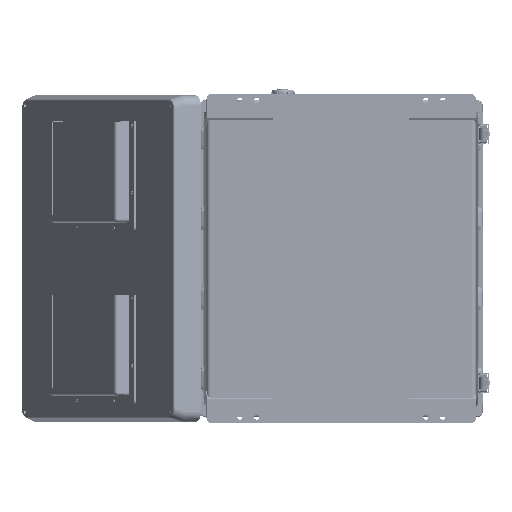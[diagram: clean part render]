
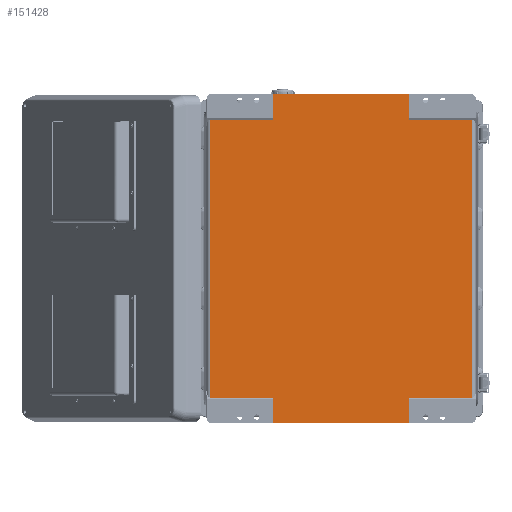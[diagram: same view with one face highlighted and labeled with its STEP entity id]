
A CAD part, front view. The second image highlights one B-rep face of the part: STEP entity #151428.
In plain terms, the highlighted planar face has unit normal (0, -1, 0).
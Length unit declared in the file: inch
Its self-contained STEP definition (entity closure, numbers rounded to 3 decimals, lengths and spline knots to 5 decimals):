
#2365 = CARTESIAN_POINT ( 'NONE',  ( 4.03163, 0.05906, -17.96858 ) ) ;
#3201 = ORIENTED_EDGE ( 'NONE', *, *, #44450, .T. ) ;
#5277 = VERTEX_POINT ( 'NONE', #177868 ) ;
#6228 = DIRECTION ( 'NONE',  ( 0., 0., -1. ) ) ;
#6856 = ORIENTED_EDGE ( 'NONE', *, *, #167543, .T. ) ;
#8343 = CARTESIAN_POINT ( 'NONE',  ( 8.11811, 0.05906, -17.96858 ) ) ;
#8373 = EDGE_CURVE ( 'NONE', #143747, #35290, #84544, .T. ) ;
#10165 = LINE ( 'NONE', #144530, #78875 ) ;
#11259 = CARTESIAN_POINT ( 'NONE',  ( -7.73754, 0.05906, -1.51961 ) ) ;
#14338 = CARTESIAN_POINT ( 'NONE',  ( -8.11811, 0.05906, -1.51961 ) ) ;
#17141 = LINE ( 'NONE', #126736, #53681 ) ;
#19051 = EDGE_CURVE ( 'NONE', #120901, #109032, #148280, .T. ) ;
#25614 = CARTESIAN_POINT ( 'NONE',  ( 8.11811, 0.05906, -1.51961 ) ) ;
#27006 = DIRECTION ( 'NONE',  ( 0., 0., 1. ) ) ;
#28630 = EDGE_CURVE ( 'NONE', #107068, #43357, #17141, .T. ) ;
#30141 = CARTESIAN_POINT ( 'NONE',  ( -4.03163, 0.05906, -17.96858 ) ) ;
#30701 = EDGE_CURVE ( 'NONE', #136021, #107068, #82832, .T. ) ;
#30939 = ORIENTED_EDGE ( 'NONE', *, *, #34410, .T. ) ;
#32285 = ORIENTED_EDGE ( 'NONE', *, *, #116420, .F. ) ;
#32742 = EDGE_CURVE ( 'NONE', #43357, #109032, #147636, .T. ) ;
#34378 = ORIENTED_EDGE ( 'NONE', *, *, #109350, .F. ) ;
#34410 = EDGE_CURVE ( 'NONE', #52987, #137320, #110775, .T. ) ;
#35290 = VERTEX_POINT ( 'NONE', #11259 ) ;
#36136 = LINE ( 'NONE', #14338, #68394 ) ;
#39896 = LINE ( 'NONE', #149999, #112935 ) ;
#42491 = VECTOR ( 'NONE', #162823, 39.37008 ) ;
#43357 = VERTEX_POINT ( 'NONE', #146672 ) ;
#44450 = EDGE_CURVE ( 'NONE', #136021, #105977, #111945, .T. ) ;
#47961 = VECTOR ( 'NONE', #140058, 39.37008 ) ;
#48193 = CARTESIAN_POINT ( 'NONE',  ( 7.73754, 0.05906, -17.96858 ) ) ;
#49725 = DIRECTION ( 'NONE',  ( -1., 0., 0. ) ) ;
#52987 = VERTEX_POINT ( 'NONE', #89611 ) ;
#53681 = VECTOR ( 'NONE', #6228, 39.37008 ) ;
#57266 = CARTESIAN_POINT ( 'NONE',  ( 8.11811, 0.05906, 0. ) ) ;
#61306 = VERTEX_POINT ( 'NONE', #81142 ) ;
#65757 = CARTESIAN_POINT ( 'NONE',  ( -7.73754, 0.05906, -17.96858 ) ) ;
#67380 = EDGE_CURVE ( 'NONE', #5277, #52987, #39896, .T. ) ;
#67499 = CARTESIAN_POINT ( 'NONE',  ( 8.11811, 0.05906, -19.48819 ) ) ;
#68394 = VECTOR ( 'NONE', #124090, 39.37008 ) ;
#68910 = CARTESIAN_POINT ( 'NONE',  ( -4.03163, 0.05906, 0.85787 ) ) ;
#69046 = ORIENTED_EDGE ( 'NONE', *, *, #19051, .T. ) ;
#71109 = VECTOR ( 'NONE', #142543, 39.37008 ) ;
#71557 = CARTESIAN_POINT ( 'NONE',  ( -4.03163, 0.05906, -19.48819 ) ) ;
#73860 = ORIENTED_EDGE ( 'NONE', *, *, #67380, .T. ) ;
#74259 = VECTOR ( 'NONE', #167498, 39.37008 ) ;
#78520 = VECTOR ( 'NONE', #49725, 39.37008 ) ;
#78875 = VECTOR ( 'NONE', #159563, 39.37008 ) ;
#80101 = DIRECTION ( 'NONE',  ( 1., 0., 0. ) ) ;
#80909 = PLANE ( 'NONE',  #171330 ) ;
#81142 = CARTESIAN_POINT ( 'NONE',  ( -4.03163, 0.05906, -1.51961 ) ) ;
#82832 = LINE ( 'NONE', #8343, #78520 ) ;
#84544 = LINE ( 'NONE', #112518, #47961 ) ;
#85299 = FACE_OUTER_BOUND ( 'NONE', #164702, .T. ) ;
#89611 = CARTESIAN_POINT ( 'NONE',  ( 4.03163, 0.05906, 0. ) ) ;
#91199 = DIRECTION ( 'NONE',  ( 0., 0., 1. ) ) ;
#94655 = CARTESIAN_POINT ( 'NONE',  ( 7.73754, 0.05906, -1.51961 ) ) ;
#94704 = DIRECTION ( 'NONE',  ( 0., 0., 1. ) ) ;
#103731 = ORIENTED_EDGE ( 'NONE', *, *, #30701, .F. ) ;
#105977 = VERTEX_POINT ( 'NONE', #94655 ) ;
#106759 = CARTESIAN_POINT ( 'NONE',  ( -4.03163, 0.05906, 0. ) ) ;
#107068 = VERTEX_POINT ( 'NONE', #2365 ) ;
#109032 = VERTEX_POINT ( 'NONE', #71557 ) ;
#109350 = EDGE_CURVE ( 'NONE', #35290, #61306, #36136, .T. ) ;
#110775 = LINE ( 'NONE', #57266, #74259 ) ;
#111945 = LINE ( 'NONE', #172059, #144062 ) ;
#112518 = CARTESIAN_POINT ( 'NONE',  ( -7.73754, 0.05906, -1.51961 ) ) ;
#112714 = ORIENTED_EDGE ( 'NONE', *, *, #122682, .T. ) ;
#112935 = VECTOR ( 'NONE', #27006, 39.37008 ) ;
#114630 = VECTOR ( 'NONE', #115009, 39.37008 ) ;
#114964 = CARTESIAN_POINT ( 'NONE',  ( -4.03163, 0.05906, -20.34606 ) ) ;
#115009 = DIRECTION ( 'NONE',  ( 0., 0., 1. ) ) ;
#116420 = EDGE_CURVE ( 'NONE', #61306, #137320, #118944, .T. ) ;
#118944 = LINE ( 'NONE', #68910, #114630 ) ;
#120901 = VERTEX_POINT ( 'NONE', #30141 ) ;
#122682 = EDGE_CURVE ( 'NONE', #105977, #5277, #10165, .T. ) ;
#124090 = DIRECTION ( 'NONE',  ( 1., 0., 0. ) ) ;
#124957 = LINE ( 'NONE', #175969, #161472 ) ;
#126283 = ORIENTED_EDGE ( 'NONE', *, *, #32742, .F. ) ;
#126736 = CARTESIAN_POINT ( 'NONE',  ( 4.03163, 0.05906, -20.34606 ) ) ;
#136021 = VERTEX_POINT ( 'NONE', #48193 ) ;
#137320 = VERTEX_POINT ( 'NONE', #106759 ) ;
#140058 = DIRECTION ( 'NONE',  ( 0., 0., 1. ) ) ;
#141691 = ORIENTED_EDGE ( 'NONE', *, *, #8373, .F. ) ;
#142543 = DIRECTION ( 'NONE',  ( 0., 0., -1. ) ) ;
#143747 = VERTEX_POINT ( 'NONE', #65757 ) ;
#144062 = VECTOR ( 'NONE', #91199, 39.37008 ) ;
#144530 = CARTESIAN_POINT ( 'NONE',  ( 8.11811, 0.05906, -1.51961 ) ) ;
#146672 = CARTESIAN_POINT ( 'NONE',  ( 4.03163, 0.05906, -19.48819 ) ) ;
#147636 = LINE ( 'NONE', #67499, #42491 ) ;
#148280 = LINE ( 'NONE', #114964, #71109 ) ;
#149999 = CARTESIAN_POINT ( 'NONE',  ( 4.03163, 0.05906, 0.85787 ) ) ;
#150492 = ORIENTED_EDGE ( 'NONE', *, *, #28630, .F. ) ;
#151428 = ADVANCED_FACE ( 'NONE', ( #85299 ), #80909, .F. ) ;
#159563 = DIRECTION ( 'NONE',  ( -1., 0., 0. ) ) ;
#161472 = VECTOR ( 'NONE', #80101, 39.37008 ) ;
#162823 = DIRECTION ( 'NONE',  ( -1., 0., 0. ) ) ;
#164702 = EDGE_LOOP ( 'NONE', ( #141691, #6856, #69046, #126283, #150492, #103731, #3201, #112714, #73860, #30939, #32285, #34378 ) ) ;
#167498 = DIRECTION ( 'NONE',  ( -1., 0., 0. ) ) ;
#167543 = EDGE_CURVE ( 'NONE', #143747, #120901, #124957, .T. ) ;
#171330 = AXIS2_PLACEMENT_3D ( 'NONE', #25614, #176796, #94704 ) ;
#172059 = CARTESIAN_POINT ( 'NONE',  ( 7.73754, 0.05906, -1.51961 ) ) ;
#175969 = CARTESIAN_POINT ( 'NONE',  ( -8.11811, 0.05906, -17.96858 ) ) ;
#176796 = DIRECTION ( 'NONE',  ( 0., 1., 0. ) ) ;
#177868 = CARTESIAN_POINT ( 'NONE',  ( 4.03163, 0.05906, -1.51961 ) ) ;
